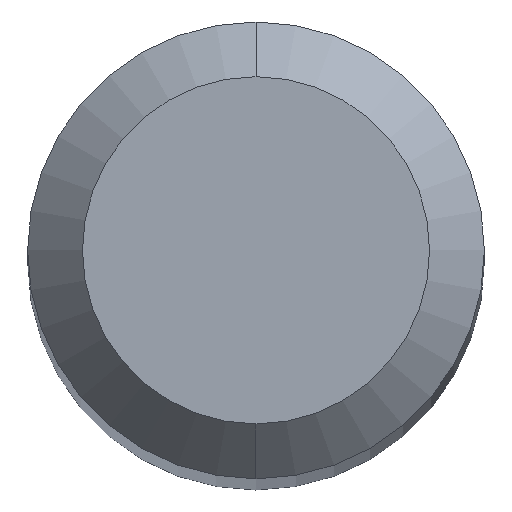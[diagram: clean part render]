
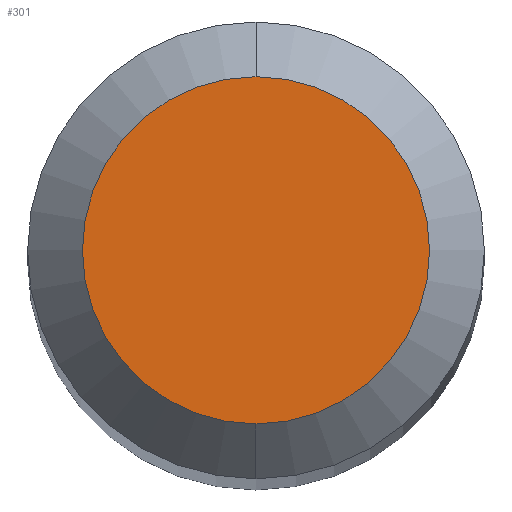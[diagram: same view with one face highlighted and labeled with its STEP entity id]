
A CAD part, top view. The second image highlights one B-rep face of the part: STEP entity #301.
In plain terms, the highlighted planar face has unit normal (0, 0, 1).
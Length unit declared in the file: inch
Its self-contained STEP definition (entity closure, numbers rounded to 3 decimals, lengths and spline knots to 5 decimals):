
#33 = EDGE_CURVE ( 'NONE', #384, #139, #451, .T. ) ;
#52 = DIRECTION ( 'NONE',  ( 0., 0., 1. ) ) ;
#88 = CARTESIAN_POINT ( 'NONE',  ( 0., 0., 0. ) ) ;
#106 = EDGE_CURVE ( 'NONE', #139, #384, #511, .T. ) ;
#118 = CARTESIAN_POINT ( 'NONE',  ( 0., 0.0475, 0. ) ) ;
#139 = VERTEX_POINT ( 'NONE', #256 ) ;
#153 = AXIS2_PLACEMENT_3D ( 'NONE', #285, #230, #450 ) ;
#174 = EDGE_LOOP ( 'NONE', ( #367, #320 ) ) ;
#224 = FACE_OUTER_BOUND ( 'NONE', #174, .T. ) ;
#230 = DIRECTION ( 'NONE',  ( 0., 0., -1. ) ) ;
#256 = CARTESIAN_POINT ( 'NONE',  ( 0., -0.0475, 0. ) ) ;
#258 = AXIS2_PLACEMENT_3D ( 'NONE', #524, #315, #353 ) ;
#259 = AXIS2_PLACEMENT_3D ( 'NONE', #88, #52, #404 ) ;
#285 = CARTESIAN_POINT ( 'NONE',  ( 0., 0.0475, 0. ) ) ;
#301 = ADVANCED_FACE ( 'NONE', ( #224 ), #406, .F. ) ;
#315 = DIRECTION ( 'NONE',  ( 0., 0., 1. ) ) ;
#320 = ORIENTED_EDGE ( 'NONE', *, *, #106, .T. ) ;
#353 = DIRECTION ( 'NONE',  ( 0., -1., 0. ) ) ;
#367 = ORIENTED_EDGE ( 'NONE', *, *, #33, .T. ) ;
#384 = VERTEX_POINT ( 'NONE', #118 ) ;
#404 = DIRECTION ( 'NONE',  ( 0., -1., 0. ) ) ;
#406 = PLANE ( 'NONE',  #153 ) ;
#450 = DIRECTION ( 'NONE',  ( 0., 1., 0. ) ) ;
#451 = CIRCLE ( 'NONE', #259, 0.0475 ) ;
#511 = CIRCLE ( 'NONE', #258, 0.0475 ) ;
#524 = CARTESIAN_POINT ( 'NONE',  ( 0., 0., 0. ) ) ;
